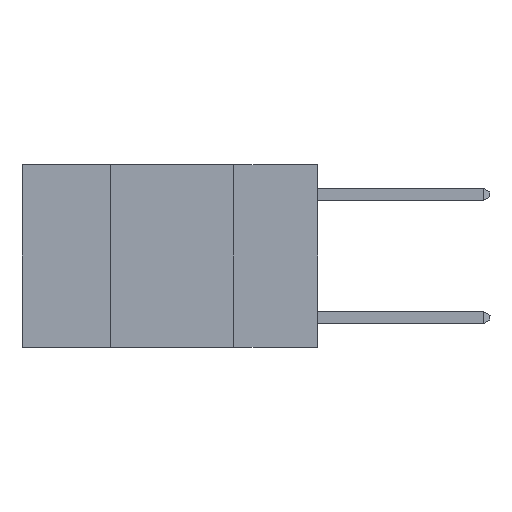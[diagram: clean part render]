
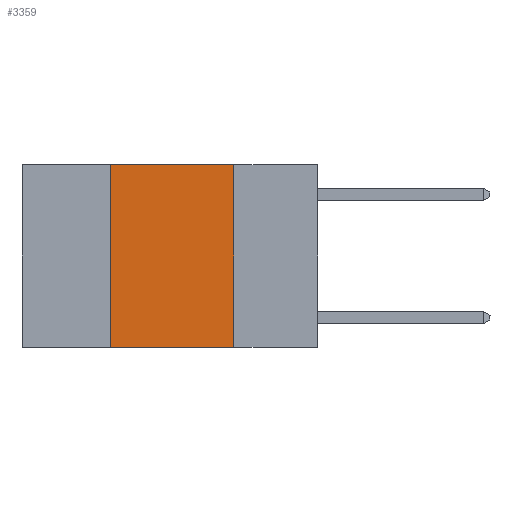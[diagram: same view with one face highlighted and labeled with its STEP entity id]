
A CAD part, left-side view. The second image highlights one B-rep face of the part: STEP entity #3359.
In plain terms, the highlighted planar face has unit normal (-1, 0, 0).
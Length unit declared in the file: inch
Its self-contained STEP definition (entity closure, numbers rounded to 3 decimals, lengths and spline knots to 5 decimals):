
#392 = LINE ( 'NONE', #8372, #7874 ) ;
#800 = FACE_OUTER_BOUND ( 'NONE', #8152, .T. ) ;
#1214 = VECTOR ( 'NONE', #1233, 39.37008 ) ;
#1233 = DIRECTION ( 'NONE',  ( 0., -1., 0. ) ) ;
#1345 = VERTEX_POINT ( 'NONE', #4001 ) ;
#1558 = LINE ( 'NONE', #5778, #3583 ) ;
#1592 = LINE ( 'NONE', #9381, #7535 ) ;
#1715 = VERTEX_POINT ( 'NONE', #7319 ) ;
#2013 = CARTESIAN_POINT ( 'NONE',  ( 0., 0.6, 0. ) ) ;
#3240 = ORIENTED_EDGE ( 'NONE', *, *, #9786, .F. ) ;
#3348 = AXIS2_PLACEMENT_3D ( 'NONE', #2013, #4512, #9495 ) ;
#3359 = ADVANCED_FACE ( 'NONE', ( #800 ), #3723, .F. ) ;
#3547 = DIRECTION ( 'NONE',  ( 0., -1., 0. ) ) ;
#3583 = VECTOR ( 'NONE', #3547, 39.37008 ) ;
#3723 = PLANE ( 'NONE',  #3348 ) ;
#4001 = CARTESIAN_POINT ( 'NONE',  ( 0., 0.17, 0. ) ) ;
#4194 = VERTEX_POINT ( 'NONE', #7134 ) ;
#4369 = DIRECTION ( 'NONE',  ( 0., 0., 1. ) ) ;
#4512 = DIRECTION ( 'NONE',  ( 1., 0., 0. ) ) ;
#4950 = CARTESIAN_POINT ( 'NONE',  ( 0., 0.42, 0. ) ) ;
#5235 = VERTEX_POINT ( 'NONE', #4950 ) ;
#5778 = CARTESIAN_POINT ( 'NONE',  ( 0., 0.6, 0. ) ) ;
#5934 = EDGE_CURVE ( 'NONE', #1345, #4194, #392, .T. ) ;
#6317 = EDGE_CURVE ( 'NONE', #1715, #5235, #1592, .T. ) ;
#7134 = CARTESIAN_POINT ( 'NONE',  ( 0., 0.17, -0.37 ) ) ;
#7319 = CARTESIAN_POINT ( 'NONE',  ( 0., 0.42, -0.37 ) ) ;
#7411 = ORIENTED_EDGE ( 'NONE', *, *, #8171, .T. ) ;
#7535 = VECTOR ( 'NONE', #4369, 39.37008 ) ;
#7570 = ORIENTED_EDGE ( 'NONE', *, *, #6317, .F. ) ;
#7874 = VECTOR ( 'NONE', #9803, 39.37008 ) ;
#8116 = CARTESIAN_POINT ( 'NONE',  ( 0., 0.6, -0.37 ) ) ;
#8152 = EDGE_LOOP ( 'NONE', ( #8508, #3240, #7570, #7411 ) ) ;
#8171 = EDGE_CURVE ( 'NONE', #1715, #4194, #9032, .T. ) ;
#8372 = CARTESIAN_POINT ( 'NONE',  ( 0., 0.17, 0. ) ) ;
#8508 = ORIENTED_EDGE ( 'NONE', *, *, #5934, .F. ) ;
#9032 = LINE ( 'NONE', #8116, #1214 ) ;
#9381 = CARTESIAN_POINT ( 'NONE',  ( 0., 0.42, 0. ) ) ;
#9495 = DIRECTION ( 'NONE',  ( 0., 0., -1. ) ) ;
#9786 = EDGE_CURVE ( 'NONE', #5235, #1345, #1558, .T. ) ;
#9803 = DIRECTION ( 'NONE',  ( 0., 0., -1. ) ) ;
